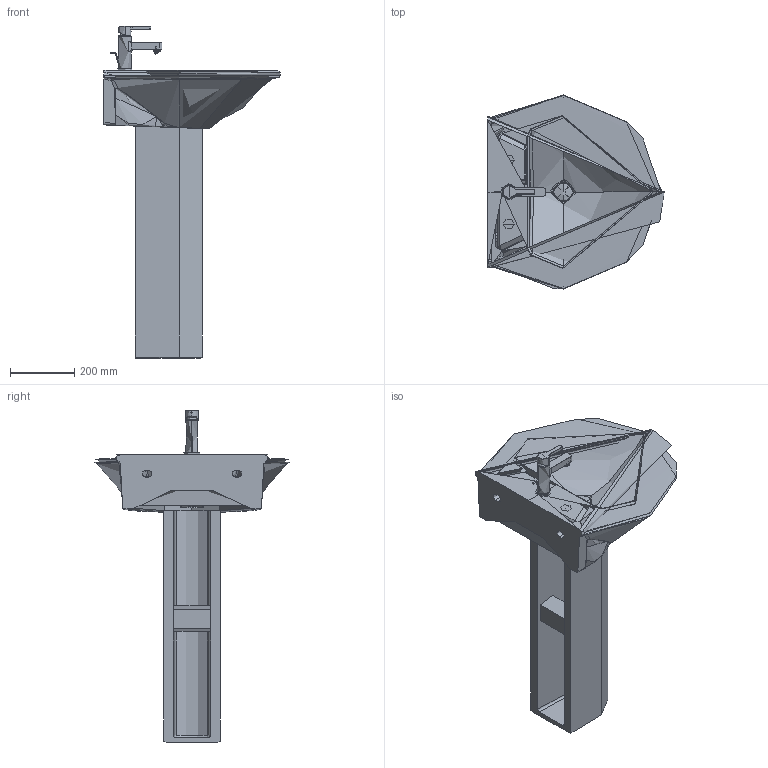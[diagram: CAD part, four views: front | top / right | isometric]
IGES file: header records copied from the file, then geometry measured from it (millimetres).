
Global section: file name: No Iges File Name specified; native system: Autodesk Inventor 2011; preprocessor: AutoDesk Inventor Iges Exporter R2011; author: Administrator; date: 20110518.185537; units: millimetre
Bounding box: 550.26 x 605.45 x 1036.02 mm (x, y, z)
Volume: 18084224.8 mm3
Topology: 4 solids, 5 shells, 837 faces, 4097 edges, 3698 vertices
Faces by surface type: plane 377, bspline 264, revolution 153, cylinder 27, torus 8, cone 8
